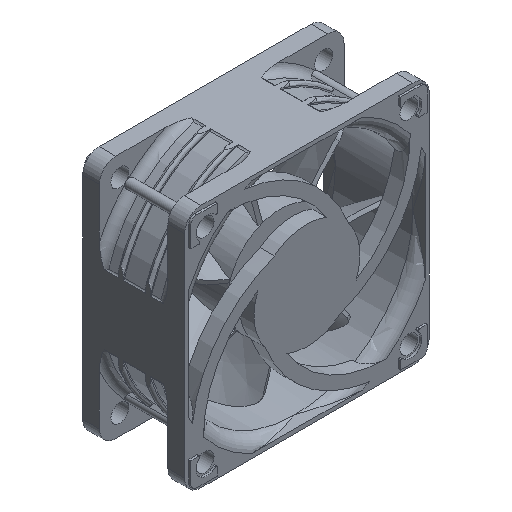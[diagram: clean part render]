
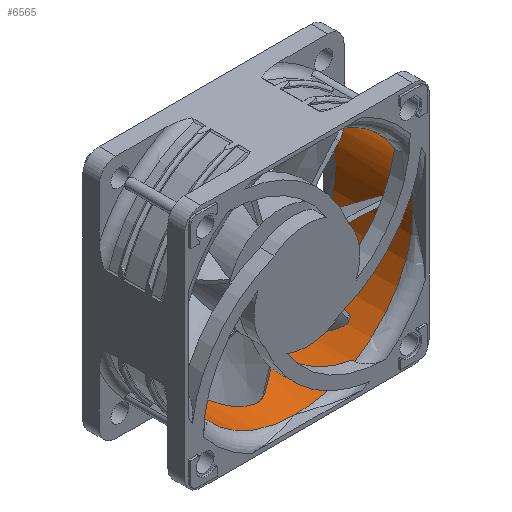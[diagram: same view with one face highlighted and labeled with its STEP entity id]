
A CAD part, isometric view. The second image highlights one B-rep face of the part: STEP entity #6565.
In plain terms, the highlighted cylindrical face has radius 29 mm (diameter 58 mm), a full revolution.
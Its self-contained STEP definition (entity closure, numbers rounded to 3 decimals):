
#438=LINE('',#11473,#783);
#439=LINE('',#11475,#784);
#440=LINE('',#11479,#785);
#441=LINE('',#11482,#786);
#442=LINE('',#11485,#787);
#443=LINE('',#11487,#788);
#444=LINE('',#11490,#789);
#445=LINE('',#11492,#790);
#446=LINE('',#11495,#791);
#783=VECTOR('',#8449,29.);
#784=VECTOR('',#8450,0.5);
#785=VECTOR('',#8453,0.5);
#786=VECTOR('',#8456,0.5);
#787=VECTOR('',#8459,0.5);
#788=VECTOR('',#8460,0.5);
#789=VECTOR('',#8463,0.5);
#790=VECTOR('',#8464,0.5);
#791=VECTOR('',#8467,0.5);
#983=CYLINDRICAL_SURFACE('',#7190,29.);
#1202=FACE_OUTER_BOUND('',#1560,.T.);
#1560=EDGE_LOOP('',(#4915,#4916,#4917,#4918,#4919,#4920,#4921,#4922,#4923,
#4924,#4925,#4926,#4927,#4928,#4929,#4930,#4931,#4932,#4933,#4934,#4935,
#4936,#4937,#4938,#4939,#4940));
#1762=CIRCLE('',#6808,29.);
#1766=CIRCLE('',#6814,29.);
#1770=CIRCLE('',#6820,29.);
#1774=CIRCLE('',#6826,29.);
#1777=CIRCLE('',#6830,29.);
#1778=CIRCLE('',#6832,29.);
#1780=CIRCLE('',#6835,29.);
#1782=CIRCLE('',#6838,29.);
#1893=CIRCLE('',#7040,29.);
#1895=CIRCLE('',#7043,29.);
#1897=CIRCLE('',#7046,29.);
#1982=CIRCLE('',#7191,29.);
#1983=CIRCLE('',#7192,29.);
#1984=CIRCLE('',#7193,29.);
#1985=CIRCLE('',#7194,29.);
#1986=CIRCLE('',#7195,29.);
#2393=VERTEX_POINT('',#9190);
#2395=VERTEX_POINT('',#9206);
#2401=VERTEX_POINT('',#9226);
#2403=VERTEX_POINT('',#9242);
#2409=VERTEX_POINT('',#9262);
#2411=VERTEX_POINT('',#9278);
#2417=VERTEX_POINT('',#9298);
#2419=VERTEX_POINT('',#9314);
#2423=VERTEX_POINT('',#9328);
#2424=VERTEX_POINT('',#9335);
#2425=VERTEX_POINT('',#9344);
#2428=VERTEX_POINT('',#9362);
#2650=VERTEX_POINT('',#10736);
#2653=VERTEX_POINT('',#10762);
#2656=VERTEX_POINT('',#10788);
#2792=VERTEX_POINT('',#11474);
#2793=VERTEX_POINT('',#11476);
#2794=VERTEX_POINT('',#11478);
#2795=VERTEX_POINT('',#11481);
#2796=VERTEX_POINT('',#11483);
#2797=VERTEX_POINT('',#11486);
#2798=VERTEX_POINT('',#11488);
#2799=VERTEX_POINT('',#11491);
#2800=VERTEX_POINT('',#11493);
#3067=EDGE_CURVE('',#2395,#2393,#1762,.T.);
#3075=EDGE_CURVE('',#2403,#2401,#1766,.T.);
#3083=EDGE_CURVE('',#2411,#2409,#1770,.T.);
#3091=EDGE_CURVE('',#2419,#2417,#1774,.T.);
#3096=EDGE_CURVE('',#2424,#2423,#1777,.F.);
#3098=EDGE_CURVE('',#2423,#2425,#1778,.F.);
#3102=EDGE_CURVE('',#2425,#2428,#1780,.F.);
#3106=EDGE_CURVE('',#2428,#2424,#1782,.F.);
#3401=EDGE_CURVE('',#2650,#2419,#1893,.T.);
#3405=EDGE_CURVE('',#2653,#2395,#1895,.T.);
#3409=EDGE_CURVE('',#2656,#2403,#1897,.T.);
#3629=EDGE_CURVE('',#2423,#2419,#438,.T.);
#3630=EDGE_CURVE('',#2417,#2792,#439,.F.);
#3631=EDGE_CURVE('',#2792,#2793,#1982,.F.);
#3632=EDGE_CURVE('',#2793,#2794,#440,.T.);
#3633=EDGE_CURVE('',#2794,#2411,#1983,.T.);
#3634=EDGE_CURVE('',#2409,#2795,#441,.F.);
#3635=EDGE_CURVE('',#2795,#2796,#1984,.F.);
#3636=EDGE_CURVE('',#2796,#2656,#442,.T.);
#3637=EDGE_CURVE('',#2401,#2797,#443,.F.);
#3638=EDGE_CURVE('',#2797,#2798,#1985,.F.);
#3639=EDGE_CURVE('',#2798,#2653,#444,.T.);
#3640=EDGE_CURVE('',#2393,#2799,#445,.F.);
#3641=EDGE_CURVE('',#2799,#2800,#1986,.F.);
#3642=EDGE_CURVE('',#2800,#2650,#446,.T.);
#4915=ORIENTED_EDGE('',*,*,#3096,.T.);
#4916=ORIENTED_EDGE('',*,*,#3629,.T.);
#4917=ORIENTED_EDGE('',*,*,#3091,.T.);
#4918=ORIENTED_EDGE('',*,*,#3630,.T.);
#4919=ORIENTED_EDGE('',*,*,#3631,.T.);
#4920=ORIENTED_EDGE('',*,*,#3632,.T.);
#4921=ORIENTED_EDGE('',*,*,#3633,.T.);
#4922=ORIENTED_EDGE('',*,*,#3083,.T.);
#4923=ORIENTED_EDGE('',*,*,#3634,.T.);
#4924=ORIENTED_EDGE('',*,*,#3635,.T.);
#4925=ORIENTED_EDGE('',*,*,#3636,.T.);
#4926=ORIENTED_EDGE('',*,*,#3409,.T.);
#4927=ORIENTED_EDGE('',*,*,#3075,.T.);
#4928=ORIENTED_EDGE('',*,*,#3637,.T.);
#4929=ORIENTED_EDGE('',*,*,#3638,.T.);
#4930=ORIENTED_EDGE('',*,*,#3639,.T.);
#4931=ORIENTED_EDGE('',*,*,#3405,.T.);
#4932=ORIENTED_EDGE('',*,*,#3067,.T.);
#4933=ORIENTED_EDGE('',*,*,#3640,.T.);
#4934=ORIENTED_EDGE('',*,*,#3641,.T.);
#4935=ORIENTED_EDGE('',*,*,#3642,.T.);
#4936=ORIENTED_EDGE('',*,*,#3401,.T.);
#4937=ORIENTED_EDGE('',*,*,#3629,.F.);
#4938=ORIENTED_EDGE('',*,*,#3098,.T.);
#4939=ORIENTED_EDGE('',*,*,#3102,.T.);
#4940=ORIENTED_EDGE('',*,*,#3106,.T.);
#6565=ADVANCED_FACE('',(#1202),#983,.F.);
#6808=AXIS2_PLACEMENT_3D('',#9207,#7490,#7491);
#6814=AXIS2_PLACEMENT_3D('',#9243,#7504,#7505);
#6820=AXIS2_PLACEMENT_3D('',#9279,#7518,#7519);
#6826=AXIS2_PLACEMENT_3D('',#9315,#7532,#7533);
#6830=AXIS2_PLACEMENT_3D('',#9336,#7540,#7541);
#6832=AXIS2_PLACEMENT_3D('',#9345,#7544,#7545);
#6835=AXIS2_PLACEMENT_3D('',#9363,#7550,#7551);
#6838=AXIS2_PLACEMENT_3D('',#9380,#7556,#7557);
#7040=AXIS2_PLACEMENT_3D('',#10759,#8044,#8045);
#7043=AXIS2_PLACEMENT_3D('',#10785,#8050,#8051);
#7046=AXIS2_PLACEMENT_3D('',#10811,#8056,#8057);
#7190=AXIS2_PLACEMENT_3D('',#11472,#8447,#8448);
#7191=AXIS2_PLACEMENT_3D('',#11477,#8451,#8452);
#7192=AXIS2_PLACEMENT_3D('',#11480,#8454,#8455);
#7193=AXIS2_PLACEMENT_3D('',#11484,#8457,#8458);
#7194=AXIS2_PLACEMENT_3D('',#11489,#8461,#8462);
#7195=AXIS2_PLACEMENT_3D('',#11494,#8465,#8466);
#7490=DIRECTION('center_axis',(0.,1.,0.));
#7491=DIRECTION('ref_axis',(0.,0.,1.));
#7504=DIRECTION('center_axis',(0.,1.,0.));
#7505=DIRECTION('ref_axis',(0.,0.,1.));
#7518=DIRECTION('center_axis',(0.,1.,0.));
#7519=DIRECTION('ref_axis',(0.,0.,1.));
#7532=DIRECTION('center_axis',(0.,1.,0.));
#7533=DIRECTION('ref_axis',(0.,0.,1.));
#7540=DIRECTION('center_axis',(0.,1.,0.));
#7541=DIRECTION('ref_axis',(0.,0.,1.));
#7544=DIRECTION('center_axis',(0.,1.,0.));
#7545=DIRECTION('ref_axis',(0.,0.,1.));
#7550=DIRECTION('center_axis',(0.,1.,0.));
#7551=DIRECTION('ref_axis',(0.,0.,1.));
#7556=DIRECTION('center_axis',(0.,1.,0.));
#7557=DIRECTION('ref_axis',(0.,0.,1.));
#8044=DIRECTION('center_axis',(0.,1.,0.));
#8045=DIRECTION('ref_axis',(0.,0.,1.));
#8050=DIRECTION('center_axis',(0.,1.,0.));
#8051=DIRECTION('ref_axis',(0.,0.,1.));
#8056=DIRECTION('center_axis',(0.,1.,0.));
#8057=DIRECTION('ref_axis',(0.,0.,1.));
#8447=DIRECTION('center_axis',(0.,1.,0.));
#8448=DIRECTION('ref_axis',(0.,0.,1.));
#8449=DIRECTION('',(0.,1.,0.));
#8450=DIRECTION('',(0.,1.,0.));
#8451=DIRECTION('center_axis',(0.,-1.,0.));
#8452=DIRECTION('ref_axis',(0.,0.,-1.));
#8453=DIRECTION('',(0.,1.,0.));
#8454=DIRECTION('center_axis',(0.,1.,0.));
#8455=DIRECTION('ref_axis',(0.,0.,1.));
#8456=DIRECTION('',(0.,1.,0.));
#8457=DIRECTION('center_axis',(0.,-1.,0.));
#8458=DIRECTION('ref_axis',(0.,0.,-1.));
#8459=DIRECTION('',(0.,1.,0.));
#8460=DIRECTION('',(0.,1.,0.));
#8461=DIRECTION('center_axis',(0.,-1.,0.));
#8462=DIRECTION('ref_axis',(0.,0.,-1.));
#8463=DIRECTION('',(0.,1.,0.));
#8464=DIRECTION('',(0.,1.,0.));
#8465=DIRECTION('center_axis',(0.,-1.,0.));
#8466=DIRECTION('ref_axis',(0.,0.,-1.));
#8467=DIRECTION('',(0.,1.,0.));
#9190=CARTESIAN_POINT('',(27.072,9.5,-10.397));
#9206=CARTESIAN_POINT('',(29.,9.5,0.));
#9207=CARTESIAN_POINT('Origin',(0.,9.5,0.));
#9226=CARTESIAN_POINT('',(10.397,9.5,27.072));
#9242=CARTESIAN_POINT('',(0.,9.5,29.));
#9243=CARTESIAN_POINT('Origin',(0.,9.5,0.));
#9262=CARTESIAN_POINT('',(-27.072,9.5,10.397));
#9278=CARTESIAN_POINT('',(-29.,9.5,0.));
#9279=CARTESIAN_POINT('Origin',(0.,9.5,0.));
#9298=CARTESIAN_POINT('',(-10.397,9.5,-27.072));
#9314=CARTESIAN_POINT('',(0.,9.5,-29.));
#9315=CARTESIAN_POINT('Origin',(0.,9.5,0.));
#9328=CARTESIAN_POINT('',(0.,-9.5,-29.));
#9335=CARTESIAN_POINT('',(-29.,-9.5,0.));
#9336=CARTESIAN_POINT('Origin',(0.,-9.5,0.));
#9344=CARTESIAN_POINT('',(29.,-9.5,0.));
#9345=CARTESIAN_POINT('Origin',(0.,-9.5,0.));
#9362=CARTESIAN_POINT('',(0.,-9.5,29.));
#9363=CARTESIAN_POINT('Origin',(0.,-9.5,0.));
#9380=CARTESIAN_POINT('Origin',(0.,-9.5,0.));
#10736=CARTESIAN_POINT('',(24.983,9.5,-14.726));
#10759=CARTESIAN_POINT('Origin',(0.,9.5,0.));
#10762=CARTESIAN_POINT('',(14.726,9.5,24.983));
#10785=CARTESIAN_POINT('Origin',(0.,9.5,0.));
#10788=CARTESIAN_POINT('',(-24.983,9.5,14.726));
#10811=CARTESIAN_POINT('Origin',(0.,9.5,0.));
#11472=CARTESIAN_POINT('Origin',(0.,-12.501,0.));
#11473=CARTESIAN_POINT('',(0.,-12.501,-29.));
#11474=CARTESIAN_POINT('',(-10.397,9.,-27.072));
#11475=CARTESIAN_POINT('',(-10.397,9.,-27.072));
#11476=CARTESIAN_POINT('',(-14.726,9.,-24.983));
#11477=CARTESIAN_POINT('Origin',(0.,9.,0.));
#11478=CARTESIAN_POINT('',(-14.726,9.5,-24.983));
#11479=CARTESIAN_POINT('',(-14.726,9.,-24.983));
#11480=CARTESIAN_POINT('Origin',(0.,9.5,0.));
#11481=CARTESIAN_POINT('',(-27.072,9.,10.397));
#11482=CARTESIAN_POINT('',(-27.072,9.,10.397));
#11483=CARTESIAN_POINT('',(-24.983,9.,14.726));
#11484=CARTESIAN_POINT('Origin',(0.,9.,0.));
#11485=CARTESIAN_POINT('',(-24.983,9.,14.726));
#11486=CARTESIAN_POINT('',(10.397,9.,27.072));
#11487=CARTESIAN_POINT('',(10.397,9.,27.072));
#11488=CARTESIAN_POINT('',(14.726,9.,24.983));
#11489=CARTESIAN_POINT('Origin',(0.,9.,0.));
#11490=CARTESIAN_POINT('',(14.726,9.,24.983));
#11491=CARTESIAN_POINT('',(27.072,9.,-10.397));
#11492=CARTESIAN_POINT('',(27.072,9.,-10.397));
#11493=CARTESIAN_POINT('',(24.983,9.,-14.726));
#11494=CARTESIAN_POINT('Origin',(0.,9.,0.));
#11495=CARTESIAN_POINT('',(24.983,9.,-14.726));
